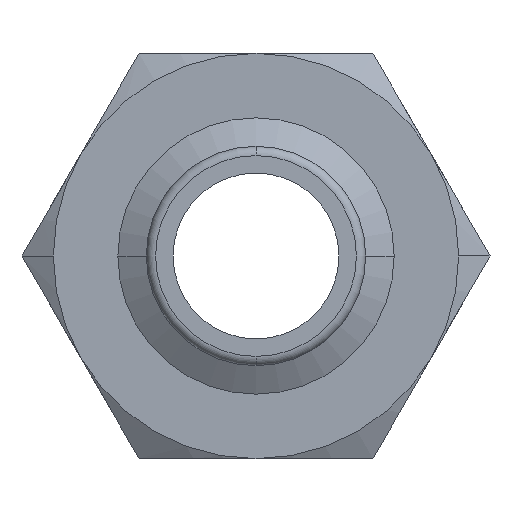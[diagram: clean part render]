
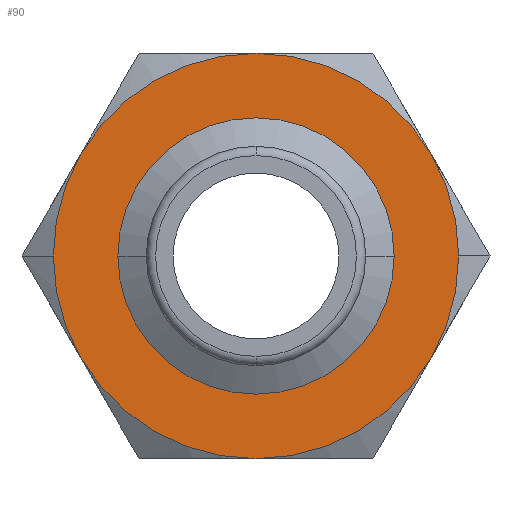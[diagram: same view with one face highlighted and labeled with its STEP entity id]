
A CAD part, front view. The second image highlights one B-rep face of the part: STEP entity #90.
In plain terms, the highlighted planar face has unit normal (0, -1, 0).
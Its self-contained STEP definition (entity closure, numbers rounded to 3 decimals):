
#90=ADVANCED_FACE('',(#224,#225),#226,.T.);
#224=FACE_OUTER_BOUND('',#399,.T.);
#225=FACE_BOUND('',#400,.T.);
#226=PLANE('',#401);
#399=EDGE_LOOP('',(#598,#599,#600,#601,#602,#603,#604,#605));
#400=EDGE_LOOP('',(#606,#607));
#401=AXIS2_PLACEMENT_3D('',#608,#609,#610);
#598=ORIENTED_EDGE('',*,*,#1031,.F.);
#599=ORIENTED_EDGE('',*,*,#1032,.F.);
#600=ORIENTED_EDGE('',*,*,#1033,.F.);
#601=ORIENTED_EDGE('',*,*,#1034,.F.);
#602=ORIENTED_EDGE('',*,*,#1035,.F.);
#603=ORIENTED_EDGE('',*,*,#1036,.F.);
#604=ORIENTED_EDGE('',*,*,#1037,.F.);
#605=ORIENTED_EDGE('',*,*,#1038,.F.);
#606=ORIENTED_EDGE('',*,*,#1039,.F.);
#607=ORIENTED_EDGE('',*,*,#1028,.F.);
#608=CARTESIAN_POINT('',(5.5,23.0,0.0));
#609=DIRECTION('',(-0.0,-1.0,-0.0));
#610=DIRECTION('',(-1.0,0.0,0.0));
#1028=EDGE_CURVE('',#1221,#1223,#1224,.T.);
#1031=EDGE_CURVE('',#1227,#1228,#1229,.T.);
#1032=EDGE_CURVE('',#1230,#1227,#1231,.T.);
#1033=EDGE_CURVE('',#1232,#1230,#1233,.T.);
#1034=EDGE_CURVE('',#1234,#1232,#1235,.T.);
#1035=EDGE_CURVE('',#1236,#1234,#1237,.T.);
#1036=EDGE_CURVE('',#1238,#1236,#1239,.T.);
#1037=EDGE_CURVE('',#1193,#1238,#1240,.T.);
#1038=EDGE_CURVE('',#1228,#1193,#1241,.T.);
#1039=EDGE_CURVE('',#1223,#1221,#1242,.T.);
#1193=VERTEX_POINT('',#1437);
#1221=VERTEX_POINT('',#1513);
#1223=VERTEX_POINT('',#1516);
#1224=CIRCLE('',#1517,7.5);
#1227=VERTEX_POINT('',#1521);
#1228=VERTEX_POINT('',#1522);
#1229=CIRCLE('',#1523,11.0);
#1230=VERTEX_POINT('',#1524);
#1231=CIRCLE('',#1525,11.0);
#1232=VERTEX_POINT('',#1526);
#1233=CIRCLE('',#1527,11.0);
#1234=VERTEX_POINT('',#1528);
#1235=CIRCLE('',#1529,11.0);
#1236=VERTEX_POINT('',#1530);
#1237=CIRCLE('',#1531,11.0);
#1238=VERTEX_POINT('',#1532);
#1239=CIRCLE('',#1533,11.0);
#1240=CIRCLE('',#1534,11.0);
#1241=CIRCLE('',#1535,11.0);
#1242=CIRCLE('',#1536,7.5);
#1437=CARTESIAN_POINT('',(9.526,23.0,-5.5));
#1513=CARTESIAN_POINT('',(7.5,23.0,0.));
#1516=CARTESIAN_POINT('',(-7.5,23.0,0.));
#1517=AXIS2_PLACEMENT_3D('',#1999,#2000,#2001);
#1521=CARTESIAN_POINT('',(9.526,23.0,5.5));
#1522=CARTESIAN_POINT('',(11.0,23.0,0.));
#1523=AXIS2_PLACEMENT_3D('',#2003,#2004,#2005);
#1524=CARTESIAN_POINT('',(0.,23.0,11.0));
#1525=AXIS2_PLACEMENT_3D('',#2006,#2007,#2008);
#1526=CARTESIAN_POINT('',(-9.526,23.0,5.5));
#1527=AXIS2_PLACEMENT_3D('',#2009,#2010,#2011);
#1528=CARTESIAN_POINT('',(-11.0,23.0,0.));
#1529=AXIS2_PLACEMENT_3D('',#2012,#2013,#2014);
#1530=CARTESIAN_POINT('',(-9.526,23.0,-5.5));
#1531=AXIS2_PLACEMENT_3D('',#2015,#2016,#2017);
#1532=CARTESIAN_POINT('',(0.0,23.0,-11.0));
#1533=AXIS2_PLACEMENT_3D('',#2018,#2019,#2020);
#1534=AXIS2_PLACEMENT_3D('',#2021,#2022,#2023);
#1535=AXIS2_PLACEMENT_3D('',#2024,#2025,#2026);
#1536=AXIS2_PLACEMENT_3D('',#2027,#2028,#2029);
#1999=CARTESIAN_POINT('',(0.0,23.0,0.0));
#2000=DIRECTION('',(0.0,-1.0,0.0));
#2001=DIRECTION('',(1.0,0.0,0.0));
#2003=CARTESIAN_POINT('',(0.0,23.0,0.0));
#2004=DIRECTION('',(-0.0,1.0,0.0));
#2005=DIRECTION('',(1.0,0.0,0.0));
#2006=CARTESIAN_POINT('',(0.0,23.0,0.0));
#2007=DIRECTION('',(-0.0,1.0,0.0));
#2008=DIRECTION('',(1.0,0.0,0.0));
#2009=CARTESIAN_POINT('',(0.0,23.0,0.0));
#2010=DIRECTION('',(-0.0,1.0,0.0));
#2011=DIRECTION('',(1.0,0.0,0.0));
#2012=CARTESIAN_POINT('',(0.0,23.0,0.0));
#2013=DIRECTION('',(-0.0,1.0,0.0));
#2014=DIRECTION('',(1.0,0.0,0.0));
#2015=CARTESIAN_POINT('',(0.0,23.0,0.0));
#2016=DIRECTION('',(-0.0,1.0,0.0));
#2017=DIRECTION('',(1.0,0.0,0.0));
#2018=CARTESIAN_POINT('',(0.0,23.0,0.0));
#2019=DIRECTION('',(-0.0,1.0,0.0));
#2020=DIRECTION('',(1.0,0.0,0.0));
#2021=CARTESIAN_POINT('',(0.0,23.0,0.0));
#2022=DIRECTION('',(-0.0,1.0,0.0));
#2023=DIRECTION('',(1.0,0.0,0.0));
#2024=CARTESIAN_POINT('',(0.0,23.0,0.0));
#2025=DIRECTION('',(-0.0,1.0,0.0));
#2026=DIRECTION('',(1.0,0.0,0.0));
#2027=CARTESIAN_POINT('',(0.0,23.0,0.0));
#2028=DIRECTION('',(0.0,-1.0,0.0));
#2029=DIRECTION('',(1.0,0.0,0.0));
